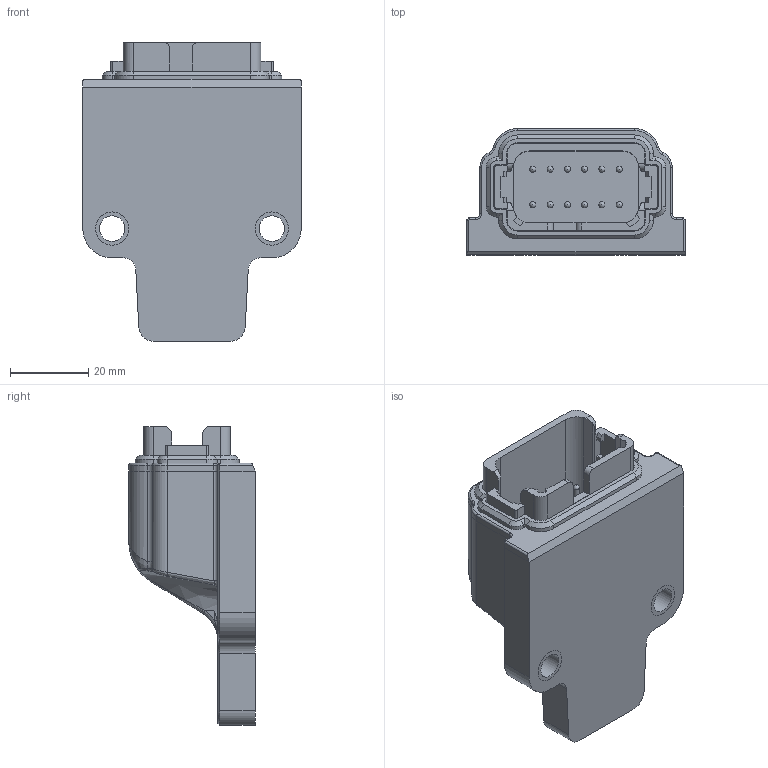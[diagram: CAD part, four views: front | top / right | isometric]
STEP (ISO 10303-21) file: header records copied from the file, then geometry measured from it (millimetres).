
FILE_DESCRIPTION(/* description */ (''),/* implementation_level */ '2;1');
FILE_NAME(/* name */ 'CAN over BLE Module.step',/* time_stamp */ '2025-05-24T17:20:32-04:00',/* author */ (''),/* organization */ (''),/* preprocessor_version */ 'ST-DEVELOPER v20.1',/* originating_system */ 'Autodesk Translation Framework v14.4.0.0',/* authorisation */ '');
FILE_SCHEMA (('AUTOMOTIVE_DESIGN { 1 0 10303 214 3 1 1 }','INTEGRATED_CNC_SCHEMA','PROCESS_PLANNING_SCHEMA'));
Products named in the file (28): CAN over BLE Module; ATF13-12PA-BM01; PCB_CAN_to_Bluetooth_2A0; Board_CAN_to_Bluetooth_2A0; T495X337K010ATE060; CC-0805; VSSAF510-M3/H; 1.5SMBJ26CA-H; FT230XQ-R; TLV313QDCKRQ1; BD2221G-*; AP7380-33Y-13; TLV76733DRVR; ISP1907-HT-JT; CL31B106KBHNNNE; CC-0603; CC-0402; SM24CANB-02HTG; CUS08F30,H3F; MI0805K601R-10; LTST-C170TBKT_(1); R-0603; Copy_of_MCP251863T/9PX; ABM11W-101-32.0000MHZ-T3--3DModel-STEP-400430; Label; Potting Shell; SS Crush Ring; Lid
Assembly tree (78 placements, depth 3):
  CAN over BLE Module
    ATF13-12PA-BM01
    PCB_CAN_to_Bluetooth_2A0
      Board_CAN_to_Bluetooth_2A0
      CL31B106KBHNNNE  x3
      CC-0603  x24
      T495X337K010ATE060
      CC-0402  x4
      CC-0805
      SM24CANB-02HTG  x2
      VSSAF510-M3/H
      CUS08F30,H3F  x2
      1.5SMBJ26CA-H
      MI0805K601R-10  x2
      LTST-C170TBKT_(1)  x6
      R-0603  x13
      Copy_of_MCP251863T/9PX  x2
      FT230XQ-R
      TLV313QDCKRQ1
      BD2221G-*
      AP7380-33Y-13
      TLV76733DRVR
      ABM11W-101-32.0000MHZ-T3--3DModel-STEP-400430  x2
      ISP1907-HT-JT
    Label
    SS Crush Ring  x2
    Potting Shell
    Lid
Bounding box: 55.88 x 32.29 x 76.47 mm (x, y, z)
Volume: 36845.7 mm3; surface area: 41408.4 mm2
Topology: 309 solids, 309 shells, 5567 faces, 13742 edges, 8442 vertices
Faces by surface type: plane 3672, cylinder 1315, sphere 408, bspline 92, cone 68, torus 12
Full cylindrical faces by diameter (mm): 0.25 x22, 0.3 x4, 1 x5, 1.57 x24, 1.854 x12, 3.175 x2, 6.5 x2, 7.66 x2, 8.5 x4, 9.5 x2
Entity records: 95756 total; most frequent: CARTESIAN_POINT 18790, ORIENTED_EDGE 15754, DIRECTION 14895, EDGE_CURVE 7877, LINE 6665, VECTOR 6665, VERTEX_POINT 5136, AXIS2_PLACEMENT_3D 4115
